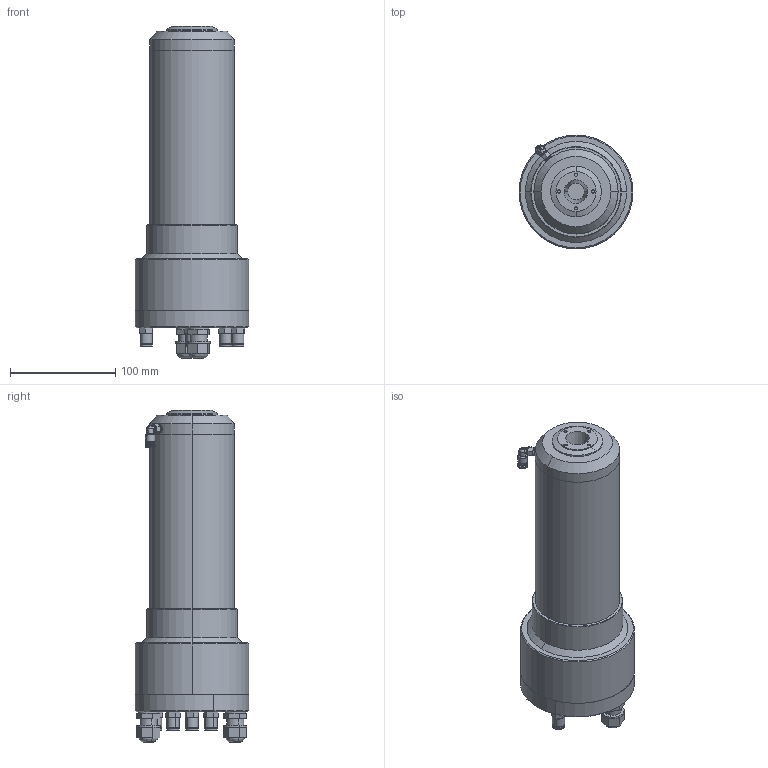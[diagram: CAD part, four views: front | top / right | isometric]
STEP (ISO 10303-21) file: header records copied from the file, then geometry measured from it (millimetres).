
FILE_DESCRIPTION (( 'STEP AP214' ), '1' );
FILE_NAME ('GDL80-20-24Z-2.2-4P.STEP', '2024-07-06T07:38:15', ( '00' ), ( '' ), 'SwSTEP 2.0', 'SolidWorks 2018', '' );
FILE_SCHEMA (( 'AUTOMOTIVE_DESIGN' ));
Length unit declared in the file: millimetre
Products named in the file (8): 籵蚚M10ァ郲_1; 陔80ァ詰; 橾80ヶ蹟譫_2; GDL80-20-24Z-2.2-4P; PL4M5-S; 陓瘍羲壽M12; 陔80儂褲; 陔80ァ詰裔
Assembly tree (11 placements, depth 2):
  GDL80-20-24Z-2.2-4P
    陔80儂褲
    橾80ヶ蹟譫_2
    陔80ァ詰
    陔80ァ詰裔
    籵蚚M10ァ郲_1  x4
    陓瘍羲壽M12  x2
    PL4M5-S
Bounding box: 108 x 108 x 315 mm (x, y, z)
Volume: 1724115.8 mm3; surface area: 151900.9 mm2
Topology: 11 solids, 11 shells, 365 faces, 804 edges, 498 vertices
Faces by surface type: plane 149, cylinder 142, cone 56, bspline 16, torus 2
Entity records: 9693 total; most frequent: CARTESIAN_POINT 1915, DIRECTION 1281, ORIENTED_EDGE 1100, EDGE_CURVE 550, AXIS2_PLACEMENT_3D 528, VERTEX_POINT 342, EDGE_LOOP 306, CIRCLE 272
